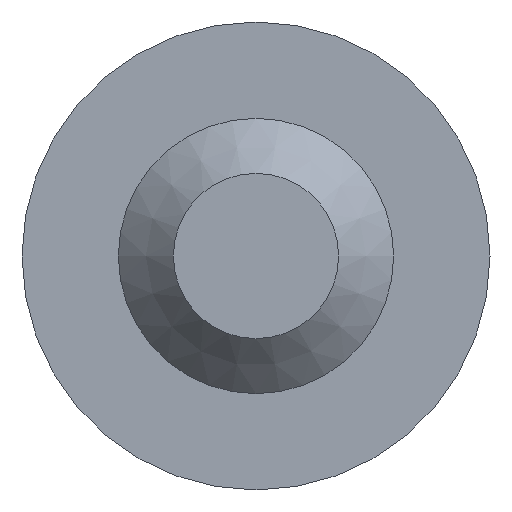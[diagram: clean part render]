
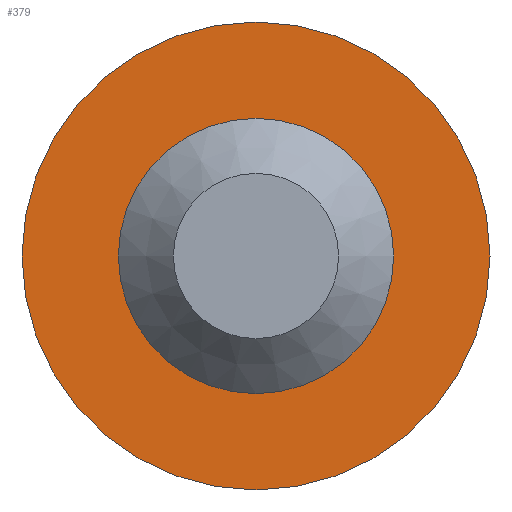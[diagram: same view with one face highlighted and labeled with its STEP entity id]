
A CAD part, front view. The second image highlights one B-rep face of the part: STEP entity #379.
In plain terms, the highlighted planar face has unit normal (0, -1, 0).
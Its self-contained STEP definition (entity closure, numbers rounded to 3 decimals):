
#42 = FACE_BOUND ( 'NONE', #294, .T. ) ;
#62 = AXIS2_PLACEMENT_3D ( 'NONE', #254, #108, #367 ) ;
#69 = AXIS2_PLACEMENT_3D ( 'NONE', #170, #372, #135 ) ;
#80 = ORIENTED_EDGE ( 'NONE', *, *, #239, .F. ) ;
#84 = CARTESIAN_POINT ( 'NONE',  ( 2.5, 6., 0. ) ) ;
#108 = DIRECTION ( 'NONE',  ( 0., -1., 0. ) ) ;
#135 = DIRECTION ( 'NONE',  ( -1., 0., 0. ) ) ;
#168 = FACE_OUTER_BOUND ( 'NONE', #171, .T. ) ;
#170 = CARTESIAN_POINT ( 'NONE',  ( -4.25, 6., 0. ) ) ;
#171 = EDGE_LOOP ( 'NONE', ( #321 ) ) ;
#174 = CIRCLE ( 'NONE', #62, 2.5 ) ;
#189 = CIRCLE ( 'NONE', #240, 4.25 ) ;
#199 = CARTESIAN_POINT ( 'NONE',  ( 0., 6., 0. ) ) ;
#211 = VERTEX_POINT ( 'NONE', #387 ) ;
#237 = VERTEX_POINT ( 'NONE', #84 ) ;
#239 = EDGE_CURVE ( 'NONE', #237, #237, #174, .T. ) ;
#240 = AXIS2_PLACEMENT_3D ( 'NONE', #199, #316, #378 ) ;
#254 = CARTESIAN_POINT ( 'NONE',  ( 0., 6., 0. ) ) ;
#287 = PLANE ( 'NONE',  #69 ) ;
#294 = EDGE_LOOP ( 'NONE', ( #80 ) ) ;
#316 = DIRECTION ( 'NONE',  ( 0., -1., 0. ) ) ;
#321 = ORIENTED_EDGE ( 'NONE', *, *, #369, .T. ) ;
#367 = DIRECTION ( 'NONE',  ( 1., 0., 0. ) ) ;
#369 = EDGE_CURVE ( 'NONE', #211, #211, #189, .T. ) ;
#372 = DIRECTION ( 'NONE',  ( 0., 1., 0. ) ) ;
#378 = DIRECTION ( 'NONE',  ( 1., 0., 0. ) ) ;
#379 = ADVANCED_FACE ( 'NONE', ( #42, #168 ), #287, .F. ) ;
#387 = CARTESIAN_POINT ( 'NONE',  ( 4.25, 6., 0. ) ) ;
